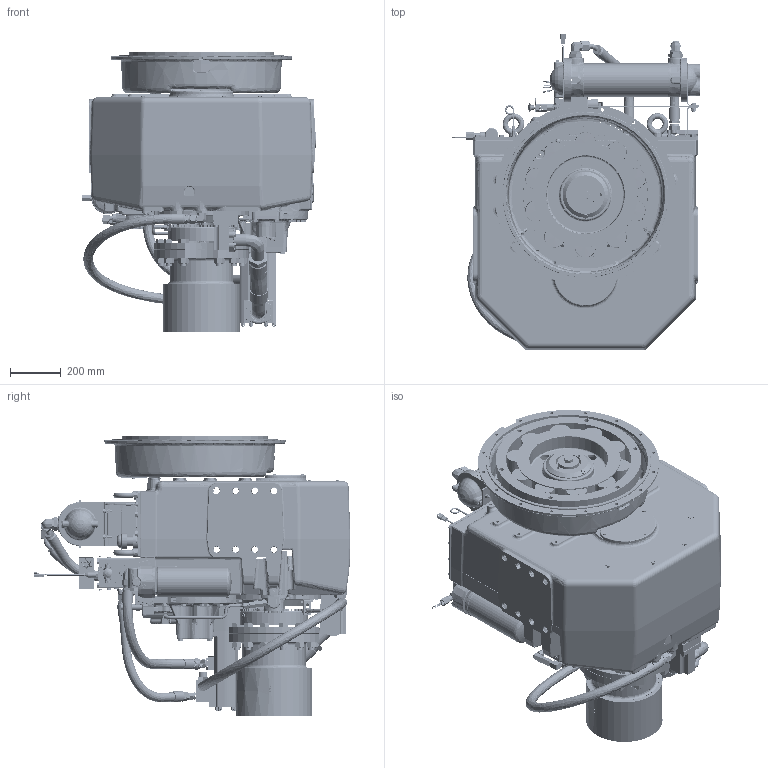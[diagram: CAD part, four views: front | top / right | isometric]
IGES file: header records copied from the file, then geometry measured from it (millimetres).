
Start section: SolidWorks IGES file using analytic representation for surfaces
Global section: file name: 1025142J.IGS; native system: SolidWorks 2010; preprocessor: SolidWorks 2010; author: andrewc; date: 140822.155654; units: millimetre
Bounding box: 976.47 x 1243.1 x 1101.92 mm (x, y, z)
Surface area: 9510368.7 mm2 (no closed solid volume)
Topology: 0 solids, 0 shells, 6480 faces, 158059 edges, 157919 vertices
Faces by surface type: bspline 3613, revolution 2867
